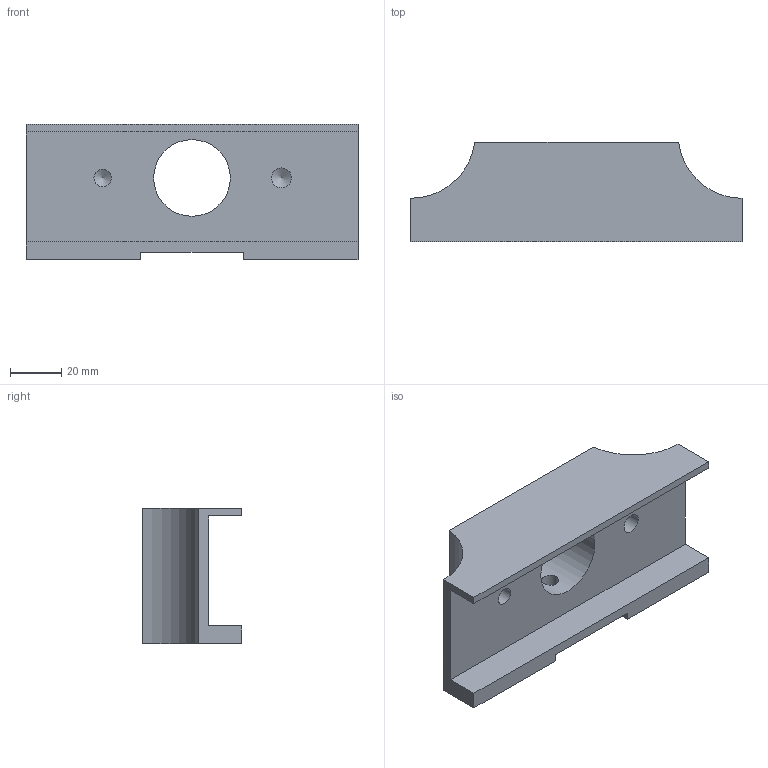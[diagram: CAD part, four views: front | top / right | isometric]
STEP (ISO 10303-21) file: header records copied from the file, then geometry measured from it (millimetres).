
FILE_DESCRIPTION(('STEP AP203'),'1');
FILE_NAME('sabot.stp','2020-04-14T19:27:59',(' '),(' '),'Spatial InterOp 3D',' ',' ');
FILE_SCHEMA(('CONFIG_CONTROL_DESIGN'));
Length unit declared in the file: millimetre
Products named in the file (1): 1
Bounding box: 130 x 39 x 53 mm (x, y, z)
Volume: 126463.9 mm3; surface area: 29473.2 mm2
Topology: 1 solids, 1 shells, 22 faces, 61 edges, 40 vertices
Faces by surface type: plane 14, cylinder 6, cone 2
Full cylindrical faces by diameter (mm): 6.8 x2, 7.8 x1, 30 x1
Entity records: 768 total; most frequent: CARTESIAN_POINT 174, DIRECTION 106, ORIENTED_EDGE 100, EDGE_CURVE 50, VERTEX_POINT 38, LINE 38, VECTOR 38, AXIS2_PLACEMENT_3D 34
